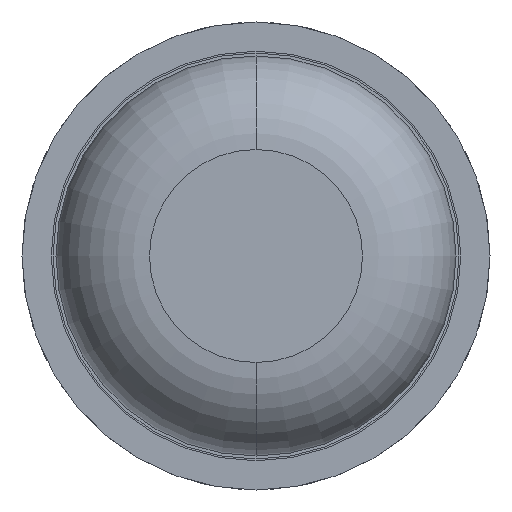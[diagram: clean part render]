
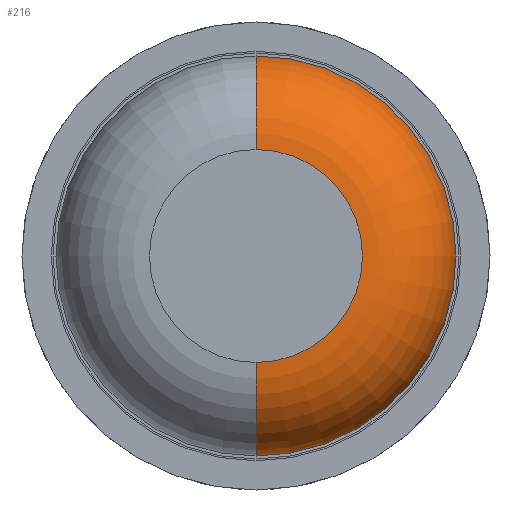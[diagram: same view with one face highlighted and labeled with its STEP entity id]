
A CAD part, front view. The second image highlights one B-rep face of the part: STEP entity #216.
In plain terms, the highlighted toroidal (fillet/blend) face has major radius 0.91 mm and minor radius 0.8 mm.
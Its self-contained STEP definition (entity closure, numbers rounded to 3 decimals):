
#113 = VERTEX_POINT ( 'NONE', #3786 ) ;
#147 = DIRECTION ( 'NONE',  ( 0., 0., 1. ) ) ;
#212 = DIRECTION ( 'NONE',  ( 0., 0., 1. ) ) ;
#216 = ADVANCED_FACE ( 'Defeature ausgef�hrt1_10', ( #3531 ), #2196, .T. ) ;
#373 = AXIS2_PLACEMENT_3D ( 'NONE', #844, #507, #4394 ) ;
#507 = DIRECTION ( 'NONE',  ( 0., 1., 0. ) ) ;
#626 = CARTESIAN_POINT ( 'NONE',  ( 0., -30., 0.91 ) ) ;
#627 = CARTESIAN_POINT ( 'NONE',  ( 0., -30., 0. ) ) ;
#662 = CIRCLE ( 'NONE', #2473, 0.8 ) ;
#844 = CARTESIAN_POINT ( 'NONE',  ( 0., -29.2, 0. ) ) ;
#1188 = VERTEX_POINT ( 'NONE', #2950 ) ;
#1269 = CARTESIAN_POINT ( 'NONE',  ( 0., -29.2, -0.91 ) ) ;
#1289 = ORIENTED_EDGE ( 'NONE', *, *, #3250, .F. ) ;
#1320 = EDGE_CURVE ( 'NONE', #1188, #113, #3439, .T. ) ;
#1398 = AXIS2_PLACEMENT_3D ( 'NONE', #1269, #2022, #1963 ) ;
#1642 = VERTEX_POINT ( 'NONE', #3412 ) ;
#1877 = EDGE_LOOP ( 'NONE', ( #1289, #4214, #3900, #2529 ) ) ;
#1958 = CARTESIAN_POINT ( 'NONE',  ( 0., -29.2, 0. ) ) ;
#1963 = DIRECTION ( 'NONE',  ( 0., 0., -1. ) ) ;
#2022 = DIRECTION ( 'NONE',  ( 1., 0., 0. ) ) ;
#2143 = AXIS2_PLACEMENT_3D ( 'NONE', #1958, #3355, #2329 ) ;
#2196 = TOROIDAL_SURFACE ( 'NONE', #373, 0.91, 0.8 ) ;
#2281 = DIRECTION ( 'NONE',  ( -1., 0., 0. ) ) ;
#2290 = VERTEX_POINT ( 'NONE', #626 ) ;
#2329 = DIRECTION ( 'NONE',  ( 0., 0., 1. ) ) ;
#2473 = AXIS2_PLACEMENT_3D ( 'NONE', #4413, #2281, #147 ) ;
#2529 = ORIENTED_EDGE ( 'NONE', *, *, #4297, .F. ) ;
#2950 = CARTESIAN_POINT ( 'NONE',  ( 0., -30., -0.91 ) ) ;
#3250 = EDGE_CURVE ( 'Defeature ausgef�hrt1_0+Defeature ausgef�hrt1_10+Defeature ausgef�hrt1_10+Defeature ausgef�hrt1_10', #1188, #2290, #3679, .T. ) ;
#3355 = DIRECTION ( 'NONE',  ( 0., 1., 0. ) ) ;
#3412 = CARTESIAN_POINT ( 'NONE',  ( 0., -29.2, 1.71 ) ) ;
#3439 = CIRCLE ( 'NONE', #1398, 0.8 ) ;
#3497 = CIRCLE ( 'NONE', #2143, 1.71 ) ;
#3531 = FACE_OUTER_BOUND ( 'NONE', #1877, .T. ) ;
#3533 = AXIS2_PLACEMENT_3D ( 'NONE', #627, #4537, #212 ) ;
#3679 = CIRCLE ( 'NONE', #3533, 0.91 ) ;
#3786 = CARTESIAN_POINT ( 'NONE',  ( 0., -29.2, -1.71 ) ) ;
#3900 = ORIENTED_EDGE ( 'NONE', *, *, #4189, .F. ) ;
#4189 = EDGE_CURVE ( 'Defeature ausgef�hrt1_2+Defeature ausgef�hrt1_10+Defeature ausgef�hrt1_10+Defeature ausgef�hrt1_10', #1642, #113, #3497, .T. ) ;
#4214 = ORIENTED_EDGE ( 'NONE', *, *, #1320, .T. ) ;
#4297 = EDGE_CURVE ( 'NONE', #2290, #1642, #662, .T. ) ;
#4394 = DIRECTION ( 'NONE',  ( 0., 0., 1. ) ) ;
#4413 = CARTESIAN_POINT ( 'NONE',  ( 0., -29.2, 0.91 ) ) ;
#4537 = DIRECTION ( 'NONE',  ( 0., -1., 0. ) ) ;
